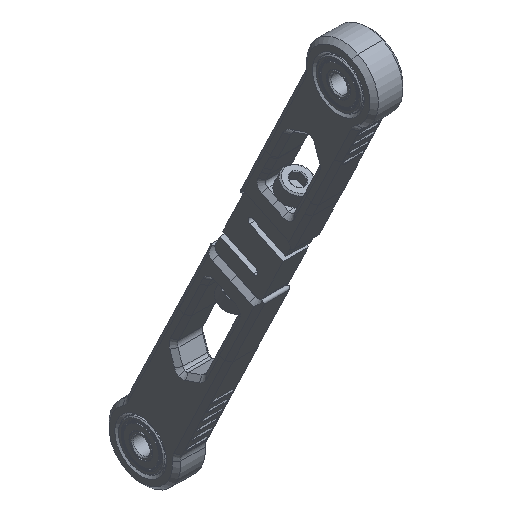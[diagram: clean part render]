
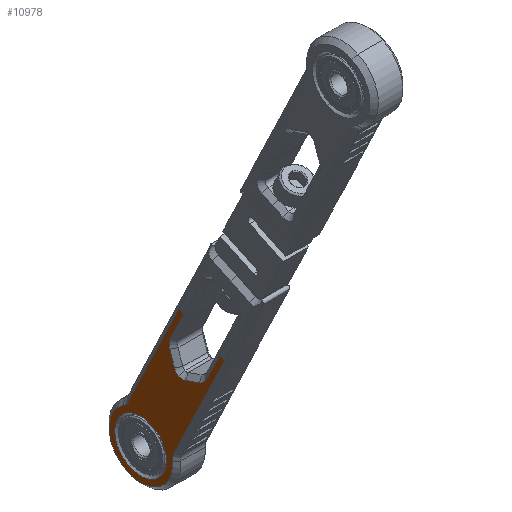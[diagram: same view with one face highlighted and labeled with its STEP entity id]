
A CAD part, isometric view. The second image highlights one B-rep face of the part: STEP entity #10978.
In plain terms, the highlighted planar face has unit normal (-1, 0, 0).
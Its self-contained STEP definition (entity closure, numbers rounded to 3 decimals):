
#242=FACE_BOUND('',#1897,.T.);
#471=PLANE('',#12075);
#1236=FACE_OUTER_BOUND('',#1896,.T.);
#1896=EDGE_LOOP('',(#9608,#9609,#9610,#9611,#9612,#9613,#9614,#9615,#9616,
#9617,#9618,#9619,#9620,#9621,#9622,#9623,#9624,#9625));
#1897=EDGE_LOOP('',(#9626,#9627));
#2769=LINE('',#21302,#3726);
#2770=LINE('',#21304,#3727);
#2771=LINE('',#21308,#3728);
#2772=LINE('',#21314,#3729);
#2773=LINE('',#21318,#3730);
#2774=LINE('',#21320,#3731);
#2775=LINE('',#21322,#3732);
#2776=LINE('',#21324,#3733);
#2777=LINE('',#21326,#3734);
#2778=LINE('',#21335,#3735);
#3726=VECTOR('',#14843,10.);
#3727=VECTOR('',#14844,10.);
#3728=VECTOR('',#14847,10.);
#3729=VECTOR('',#14852,10.);
#3730=VECTOR('',#14855,10.);
#3731=VECTOR('',#14856,10.);
#3732=VECTOR('',#14857,10.);
#3733=VECTOR('',#14858,10.);
#3734=VECTOR('',#14859,10.);
#3735=VECTOR('',#14868,10.);
#4414=CIRCLE('',#12076,6.);
#4415=CIRCLE('',#12077,4.);
#4416=CIRCLE('',#12078,4.);
#4417=CIRCLE('',#12079,6.);
#4418=CIRCLE('',#12080,7.);
#4419=CIRCLE('',#12081,15.);
#4420=CIRCLE('',#12082,15.);
#4421=CIRCLE('',#12083,7.);
#4422=CIRCLE('',#12084,12.25);
#4423=CIRCLE('',#12085,12.25);
#5320=VERTEX_POINT('',#21300);
#5321=VERTEX_POINT('',#21301);
#5322=VERTEX_POINT('',#21303);
#5323=VERTEX_POINT('',#21305);
#5324=VERTEX_POINT('',#21307);
#5325=VERTEX_POINT('',#21309);
#5326=VERTEX_POINT('',#21311);
#5327=VERTEX_POINT('',#21313);
#5328=VERTEX_POINT('',#21315);
#5329=VERTEX_POINT('',#21317);
#5330=VERTEX_POINT('',#21319);
#5331=VERTEX_POINT('',#21321);
#5332=VERTEX_POINT('',#21323);
#5333=VERTEX_POINT('',#21325);
#5334=VERTEX_POINT('',#21327);
#5335=VERTEX_POINT('',#21329);
#5336=VERTEX_POINT('',#21331);
#5337=VERTEX_POINT('',#21333);
#5338=VERTEX_POINT('',#21336);
#5339=VERTEX_POINT('',#21337);
#6780=EDGE_CURVE('',#5320,#5321,#2769,.T.);
#6781=EDGE_CURVE('',#5322,#5320,#2770,.T.);
#6782=EDGE_CURVE('',#5323,#5322,#4414,.T.);
#6783=EDGE_CURVE('',#5324,#5323,#2771,.T.);
#6784=EDGE_CURVE('',#5325,#5324,#4415,.T.);
#6785=EDGE_CURVE('',#5325,#5326,#4416,.T.);
#6786=EDGE_CURVE('',#5326,#5327,#2772,.T.);
#6787=EDGE_CURVE('',#5327,#5328,#4417,.T.);
#6788=EDGE_CURVE('',#5328,#5329,#2773,.T.);
#6789=EDGE_CURVE('',#5330,#5329,#2774,.T.);
#6790=EDGE_CURVE('',#5331,#5330,#2775,.T.);
#6791=EDGE_CURVE('',#5332,#5331,#2776,.T.);
#6792=EDGE_CURVE('',#5332,#5333,#2777,.T.);
#6793=EDGE_CURVE('',#5333,#5334,#4418,.T.);
#6794=EDGE_CURVE('',#5334,#5335,#4419,.T.);
#6795=EDGE_CURVE('',#5336,#5335,#4420,.T.);
#6796=EDGE_CURVE('',#5337,#5336,#4421,.T.);
#6797=EDGE_CURVE('',#5321,#5337,#2778,.T.);
#6798=EDGE_CURVE('',#5338,#5339,#4422,.T.);
#6799=EDGE_CURVE('',#5339,#5338,#4423,.T.);
#9608=ORIENTED_EDGE('',*,*,#6780,.F.);
#9609=ORIENTED_EDGE('',*,*,#6781,.F.);
#9610=ORIENTED_EDGE('',*,*,#6782,.F.);
#9611=ORIENTED_EDGE('',*,*,#6783,.F.);
#9612=ORIENTED_EDGE('',*,*,#6784,.F.);
#9613=ORIENTED_EDGE('',*,*,#6785,.T.);
#9614=ORIENTED_EDGE('',*,*,#6786,.T.);
#9615=ORIENTED_EDGE('',*,*,#6787,.T.);
#9616=ORIENTED_EDGE('',*,*,#6788,.T.);
#9617=ORIENTED_EDGE('',*,*,#6789,.F.);
#9618=ORIENTED_EDGE('',*,*,#6790,.F.);
#9619=ORIENTED_EDGE('',*,*,#6791,.F.);
#9620=ORIENTED_EDGE('',*,*,#6792,.T.);
#9621=ORIENTED_EDGE('',*,*,#6793,.T.);
#9622=ORIENTED_EDGE('',*,*,#6794,.T.);
#9623=ORIENTED_EDGE('',*,*,#6795,.F.);
#9624=ORIENTED_EDGE('',*,*,#6796,.F.);
#9625=ORIENTED_EDGE('',*,*,#6797,.F.);
#9626=ORIENTED_EDGE('',*,*,#6798,.T.);
#9627=ORIENTED_EDGE('',*,*,#6799,.T.);
#10978=ADVANCED_FACE('',(#1236,#242),#471,.F.);
#12075=AXIS2_PLACEMENT_3D('',#21299,#14841,#14842);
#12076=AXIS2_PLACEMENT_3D('',#21306,#14845,#14846);
#12077=AXIS2_PLACEMENT_3D('',#21310,#14848,#14849);
#12078=AXIS2_PLACEMENT_3D('',#21312,#14850,#14851);
#12079=AXIS2_PLACEMENT_3D('',#21316,#14853,#14854);
#12080=AXIS2_PLACEMENT_3D('',#21328,#14860,#14861);
#12081=AXIS2_PLACEMENT_3D('',#21330,#14862,#14863);
#12082=AXIS2_PLACEMENT_3D('',#21332,#14864,#14865);
#12083=AXIS2_PLACEMENT_3D('',#21334,#14866,#14867);
#12084=AXIS2_PLACEMENT_3D('',#21338,#14869,#14870);
#12085=AXIS2_PLACEMENT_3D('',#21339,#14871,#14872);
#14841=DIRECTION('center_axis',(1.,0.,0.));
#14842=DIRECTION('ref_axis',(0.,0.125,-0.992));
#14843=DIRECTION('',(0.,-0.902,-0.432));
#14844=DIRECTION('',(0.,-0.432,0.902));
#14845=DIRECTION('center_axis',(-1.,0.,0.));
#14846=DIRECTION('ref_axis',(0.,-0.667,-0.745));
#14847=DIRECTION('',(0.,-0.943,0.331));
#14848=DIRECTION('center_axis',(-1.,0.,0.));
#14849=DIRECTION('ref_axis',(0.,0.433,-0.901));
#14850=DIRECTION('center_axis',(1.,0.,0.));
#14851=DIRECTION('ref_axis',(0.,0.432,-0.902));
#14852=DIRECTION('',(0.,0.332,0.943));
#14853=DIRECTION('center_axis',(1.,0.,0.));
#14854=DIRECTION('ref_axis',(0.,0.999,0.054));
#14855=DIRECTION('',(0.,-0.433,0.902));
#14856=DIRECTION('',(0.,-0.902,-0.432));
#14857=DIRECTION('',(0.,0.432,-0.902));
#14858=DIRECTION('',(0.,-0.902,-0.432));
#14859=DIRECTION('',(0.,0.433,-0.902));
#14860=DIRECTION('center_axis',(1.,0.,0.));
#14861=DIRECTION('ref_axis',(0.,-0.757,-0.653));
#14862=DIRECTION('center_axis',(-1.,0.,0.));
#14863=DIRECTION('ref_axis',(0.,0.125,-0.992));
#14864=DIRECTION('center_axis',(1.,0.,0.));
#14865=DIRECTION('ref_axis',(0.,0.695,-0.719));
#14866=DIRECTION('center_axis',(-1.,0.,0.));
#14867=DIRECTION('ref_axis',(0.,0.983,0.182));
#14868=DIRECTION('',(0.,0.432,-0.902));
#14869=DIRECTION('center_axis',(1.,0.,0.));
#14870=DIRECTION('ref_axis',(0.,-0.695,0.719));
#14871=DIRECTION('center_axis',(1.,0.,0.));
#14872=DIRECTION('ref_axis',(0.,-0.125,0.992));
#21299=CARTESIAN_POINT('Origin',(-7.811,157.534,-324.956));
#21300=CARTESIAN_POINT('',(-7.811,124.923,-278.993));
#21301=CARTESIAN_POINT('',(-7.811,122.669,-280.074));
#21302=CARTESIAN_POINT('',(-7.811,123.245,-279.798));
#21303=CARTESIAN_POINT('',(-7.811,131.258,-292.209));
#21304=CARTESIAN_POINT('',(-7.811,142.901,-316.496));
#21305=CARTESIAN_POINT('',(-7.811,134.681,-295.276));
#21306=CARTESIAN_POINT('Origin',(-7.811,136.669,-289.616));
#21307=CARTESIAN_POINT('',(-7.811,141.242,-297.581));
#21308=CARTESIAN_POINT('',(-7.811,157.478,-303.284));
#21309=CARTESIAN_POINT('',(-7.811,144.299,-297.413));
#21310=CARTESIAN_POINT('Origin',(-7.811,142.568,-293.807));
#21311=CARTESIAN_POINT('',(-7.811,146.344,-295.135));
#21312=CARTESIAN_POINT('Origin',(-7.811,142.571,-293.806));
#21313=CARTESIAN_POINT('',(-7.811,148.653,-288.575));
#21314=CARTESIAN_POINT('',(-7.811,140.629,-311.366));
#21315=CARTESIAN_POINT('',(-7.811,148.403,-283.986));
#21316=CARTESIAN_POINT('Origin',(-7.811,142.994,-286.582));
#21317=CARTESIAN_POINT('',(-7.811,142.064,-270.777));
#21318=CARTESIAN_POINT('',(-7.811,160.056,-308.267));
#21319=CARTESIAN_POINT('',(-7.811,144.31,-269.7));
#21320=CARTESIAN_POINT('',(-7.811,123.245,-279.798));
#21321=CARTESIAN_POINT('',(-7.811,141.506,-263.85));
#21322=CARTESIAN_POINT('',(-7.811,152.425,-286.628));
#21323=CARTESIAN_POINT('',(-7.811,141.511,-263.848));
#21324=CARTESIAN_POINT('',(-7.811,141.89,-263.666));
#21325=CARTESIAN_POINT('',(-7.811,168.448,-319.973));
#21326=CARTESIAN_POINT('',(-7.811,171.16,-325.625));
#21327=CARTESIAN_POINT('',(-7.811,170.835,-322.742));
#21328=CARTESIAN_POINT('Origin',(-7.811,174.758,-316.945));
#21329=CARTESIAN_POINT('',(-7.811,168.897,-348.697));
#21330=CARTESIAN_POINT('Origin',(-7.811,162.428,-335.164));
#21331=CARTESIAN_POINT('',(-7.811,147.442,-333.962));
#21332=CARTESIAN_POINT('Origin',(-7.811,162.392,-335.181));
#21333=CARTESIAN_POINT('',(-7.811,146.777,-330.367));
#21334=CARTESIAN_POINT('Origin',(-7.811,140.465,-333.393));
#21335=CARTESIAN_POINT('',(-7.811,144.594,-325.812));
#21336=CARTESIAN_POINT('',(-7.811,157.112,-324.128));
#21337=CARTESIAN_POINT('',(-7.811,167.708,-346.218));
#21338=CARTESIAN_POINT('Origin',(-7.811,162.392,-335.181));
#21339=CARTESIAN_POINT('Origin',(-7.811,162.428,-335.164));
